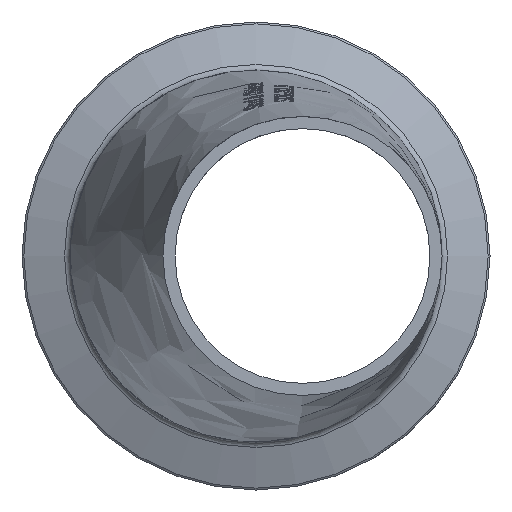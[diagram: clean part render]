
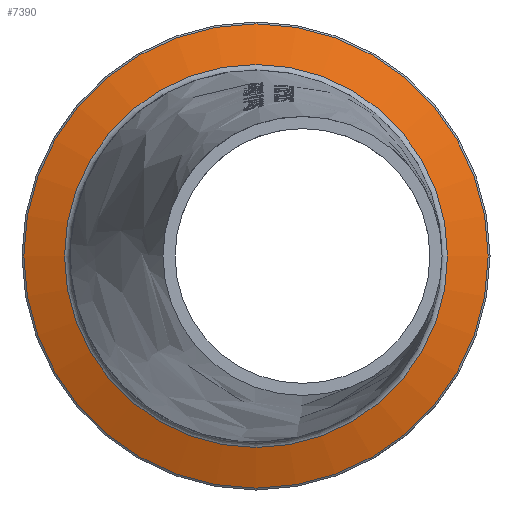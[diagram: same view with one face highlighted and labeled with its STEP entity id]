
A CAD part, left-side view. The second image highlights one B-rep face of the part: STEP entity #7390.
In plain terms, the highlighted conical face has half-angle 70 degrees and reference radius 28.677 mm.
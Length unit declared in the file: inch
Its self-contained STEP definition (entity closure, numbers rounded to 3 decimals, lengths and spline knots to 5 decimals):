
#13=CONICAL_SURFACE('',#7679,1.129,70.);
#70=FACE_BOUND('',#2171,.T.);
#223=CIRCLE('',#7678,1.24813);
#224=CIRCLE('',#7680,1.02961);
#1726=FACE_OUTER_BOUND('',#2170,.T.);
#2170=EDGE_LOOP('',(#6875));
#2171=EDGE_LOOP('',(#6876));
#3546=VERTEX_POINT('',#17014);
#3547=VERTEX_POINT('',#17017);
#4664=EDGE_CURVE('',#3546,#3546,#223,.T.);
#4665=EDGE_CURVE('',#3547,#3547,#224,.T.);
#6875=ORIENTED_EDGE('',*,*,#4665,.F.);
#6876=ORIENTED_EDGE('',*,*,#4664,.F.);
#7390=ADVANCED_FACE('',(#1726,#70),#13,.T.);
#7678=AXIS2_PLACEMENT_3D('',#17015,#8605,#8606);
#7679=AXIS2_PLACEMENT_3D('',#17016,#8607,#8608);
#7680=AXIS2_PLACEMENT_3D('',#17018,#8609,#8610);
#8605=DIRECTION('center_axis',(1.,0.,0.));
#8606=DIRECTION('ref_axis',(0.,-1.,0.));
#8607=DIRECTION('center_axis',(1.,0.,0.));
#8608=DIRECTION('ref_axis',(0.,1.,0.));
#8609=DIRECTION('center_axis',(-1.,0.,0.));
#8610=DIRECTION('ref_axis',(0.,-1.,0.));
#17014=CARTESIAN_POINT('',(2.38441,1.49813,0.));
#17015=CARTESIAN_POINT('Origin',(2.38441,0.25,0.));
#17016=CARTESIAN_POINT('Origin',(2.34105,0.25,0.));
#17017=CARTESIAN_POINT('',(2.30487,1.27961,0.));
#17018=CARTESIAN_POINT('Origin',(2.30487,0.25,0.));
